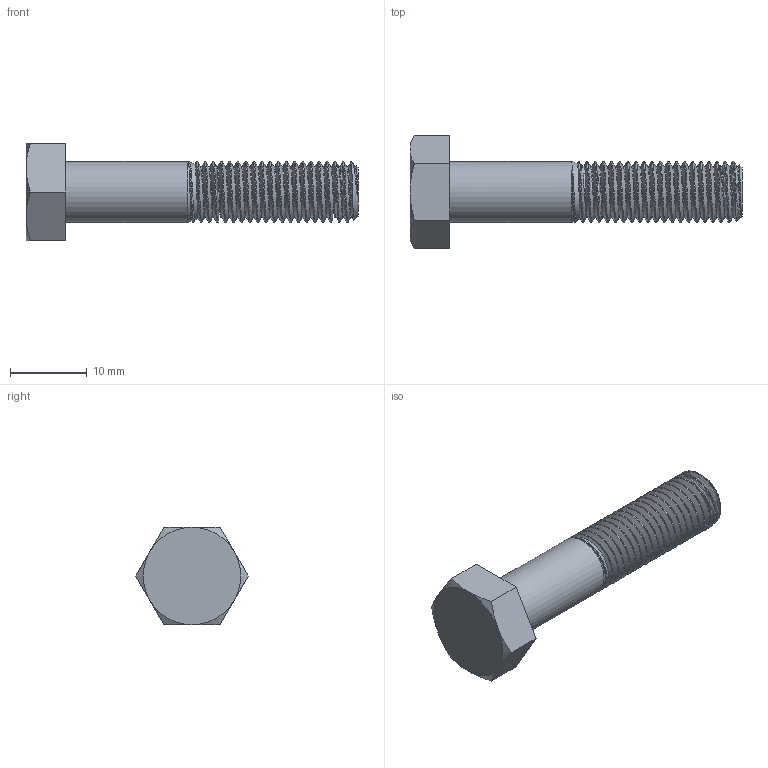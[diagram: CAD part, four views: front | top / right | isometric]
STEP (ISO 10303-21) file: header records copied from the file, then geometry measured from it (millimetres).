
FILE_DESCRIPTION(('HOOPS Exchange Step'),'2;1');
FILE_NAME('temp_export','2022-12-07T15:49:09-06:00',('jonat'),('Shapr3D Limited'),'HOOPS Exchange 2022.0','Shapr3D','Authorized');
FILE_SCHEMA( ('AUTOMOTIVE_DESIGN { 1 0 10303 214 1 1 1 1 }') );
Length unit declared in the file: millimetre
Products named in the file (1): 92198A307_18-8 Stainless Steel Hex Head Screw.SLDPRT
Bounding box: 43.26 x 14.66 x 12.7 mm (x, y, z)
Volume: 2433.5 mm3; surface area: 1749 mm2
Topology: 1 solids, 1 shells, 44 faces, 116 edges, 75 vertices
Faces by surface type: cylinder 22, cone 10, plane 9, bspline 3
Full cylindrical faces by diameter (mm): 7.95 x21
Entity records: 19136 total; most frequent: CARTESIAN_POINT 18203, ORIENTED_EDGE 232, DIRECTION 145, EDGE_CURVE 116, VERTEX_POINT 75, AXIS2_PLACEMENT_3D 54, EDGE_LOOP 45, FACE_BOUND 45
